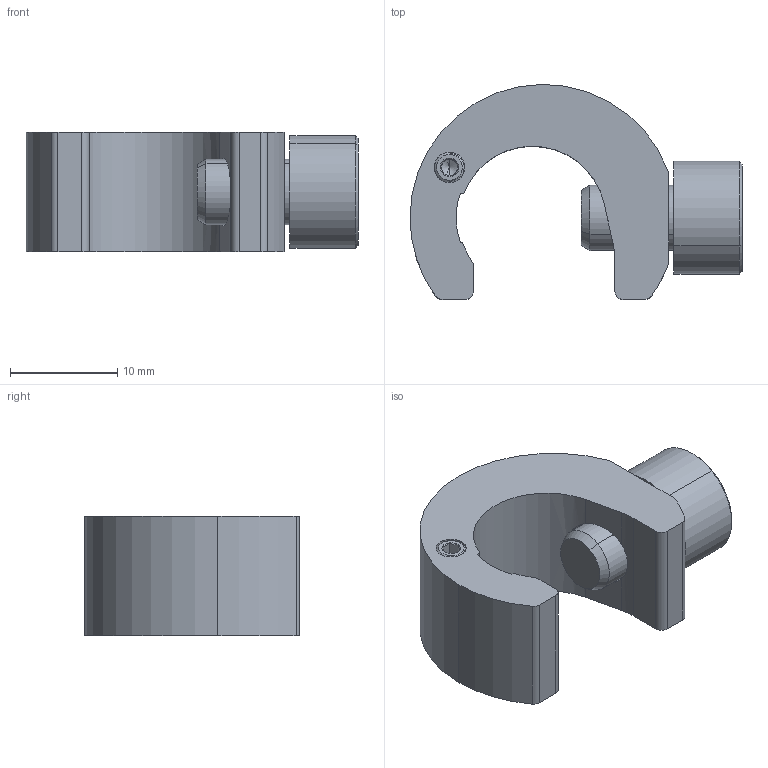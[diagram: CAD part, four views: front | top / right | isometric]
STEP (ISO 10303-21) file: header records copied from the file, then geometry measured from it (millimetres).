
FILE_DESCRIPTION (( 'STEP AP214' ), '1' );
FILE_NAME ('2332-E0W.STEP', '2018-07-20T19:07:07', ( '' ), ( '' ), 'SwSTEP 2.0', 'SolidWorks 2018', '' );
FILE_SCHEMA (( 'AUTOMOTIVE_DESIGN' ));
Length unit declared in the file: millimetre
Products named in the file (1): 2332-E0W
Bounding box: 30.99 x 20.07 x 11.18 mm (x, y, z)
Volume: 3193.9 mm3; surface area: 2466.2 mm2
Topology: 3 solids, 3 shells, 241 faces, 521 edges, 286 vertices
Faces by surface type: cylinder 100, cone 99, plane 42
Entity records: 10720 total; most frequent: CARTESIAN_POINT 2969, DIRECTION 1051, ORIENTED_EDGE 1034, EDGE_CURVE 517, AXIS2_PLACEMENT_3D 396, VERTEX_POINT 286, LINE 259, VECTOR 259
